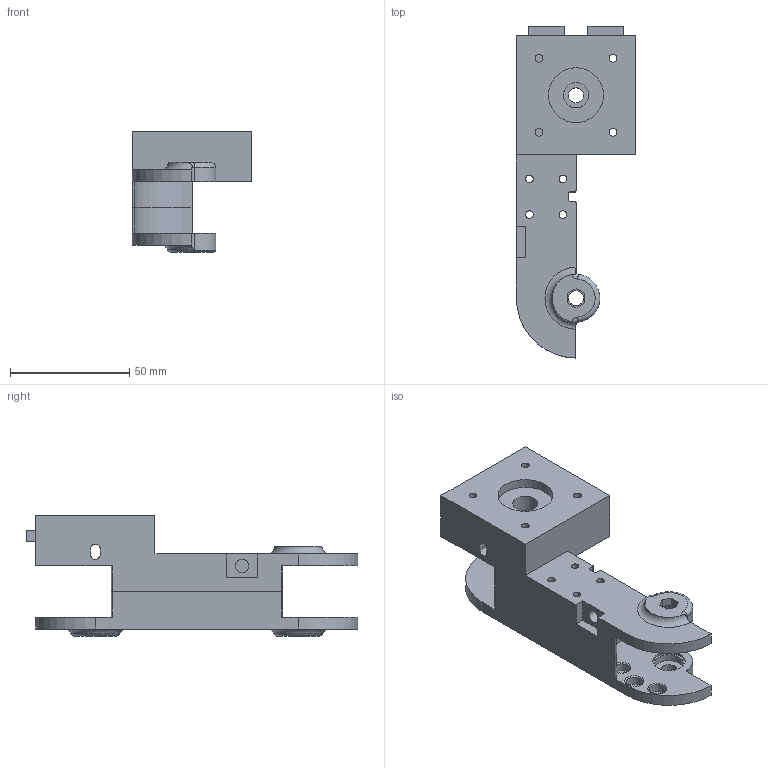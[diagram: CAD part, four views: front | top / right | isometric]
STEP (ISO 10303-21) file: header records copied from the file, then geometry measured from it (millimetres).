
FILE_DESCRIPTION(/* description */ (''),/* implementation_level */ '2;1');
FILE_NAME(/* name */ '',/* time_stamp */ '2026-01-10T02:24:07+03:00',/* author */ ('I9232'),/* organization */ (''),/* preprocessor_version */ 'ST-DEVELOPER v19.2',/* originating_system */ 'Autodesk Inventor 2023',/* authorisation */ '');
FILE_SCHEMA (('AUTOMOTIVE_DESIGN { 1 0 10303 214 3 1 1 }'));
Length unit declared in the file: millimetre
Products named in the file (1): Крепление_ведомых_
шестерн_MIR1
Bounding box: 50 x 139 x 50.5 mm (x, y, z)
Volume: 95539.8 mm3; surface area: 32465.1 mm2
Topology: 2 solids, 2 shells, 251 faces, 613 edges, 388 vertices
Faces by surface type: plane 112, cylinder 95, torus 20, bspline 18, sphere 6
Full cylindrical faces by diameter (mm): 3 x6, 3.2 x8, 3.3 x7, 5.6 x2, 6.3 x3, 6.4 x4, 7 x3, 10.6 x1, 12.2 x3, 13.7 x3, 23 x1, 25 x1
Entity records: 8528 total; most frequent: CARTESIAN_POINT 2191, DIRECTION 1270, ORIENTED_EDGE 1218, EDGE_CURVE 609, AXIS2_PLACEMENT_3D 476, VERTEX_POINT 388, EDGE_LOOP 319, LINE 318
